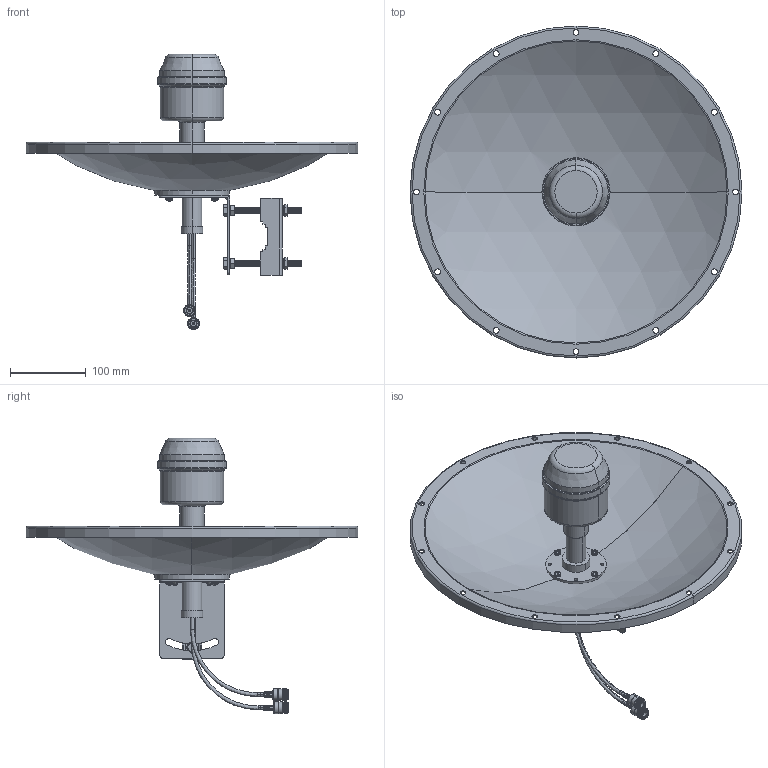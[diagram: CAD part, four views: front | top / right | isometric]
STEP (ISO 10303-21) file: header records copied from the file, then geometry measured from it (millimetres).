
FILE_DESCRIPTION (( 'STEP AP214' ), '1' );
FILE_NAME ('HG2418DPD.STEP', '2013-01-16T15:26:04', ( '' ), ( '' ), 'SwSTEP 2.0', 'SolidWorks 2012', '' );
FILE_SCHEMA (( 'AUTOMOTIVE_DESIGN' ));
Length unit declared in the file: inch
Products named in the file (11): HEATSH-HEX_stepd_195White; ANF-1508; HG2418DPD_195_6inch; HG2418DPD_BoltBracket; XFW-0005; XFW-0004; HG2418DPD_Bracket; HG2418DPD_Feedhorn; HG2418DPD_Screw; HG2418DPD_Dish; HG2418DPD
Assembly tree (30 placements, depth 2):
  HG2418DPD
    HG2418DPD_Dish
    HG2418DPD_Screw  x8
    HG2418DPD_Feedhorn
    HG2418DPD_Bracket
    XFW-0004  x4
    XFW-0005  x8
    HG2418DPD_BoltBracket
    HG2418DPD_195_6inch  x2
    ANF-1508  x2
    HEATSH-HEX_stepd_195White  x2
Bounding box: 438.15 x 438.15 x 363.76 mm (x, y, z)
Volume: 961044.5 mm3; surface area: 494901.7 mm2
Topology: 30 solids, 30 shells, 2004 faces, 4398 edges, 2500 vertices
Faces by surface type: cone 1088, plane 355, cylinder 341, torus 162, sphere 34, bspline 24
Entity records: 40388 total; most frequent: CARTESIAN_POINT 8624, DIRECTION 6671, ORIENTED_EDGE 5626, EDGE_CURVE 2813, AXIS2_PLACEMENT_3D 2711, VERTEX_POINT 1584, EDGE_LOOP 1413, CIRCLE 1412
